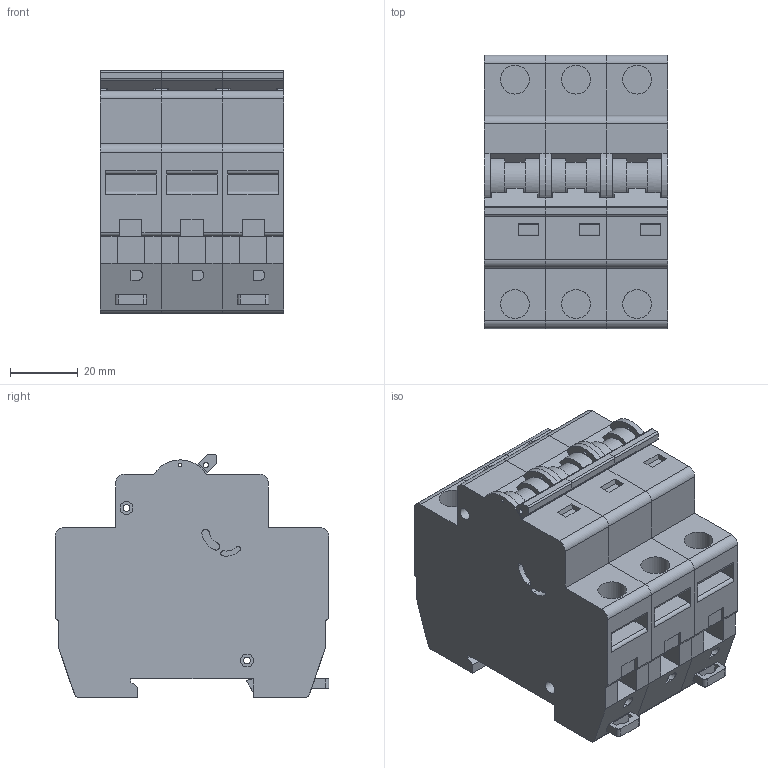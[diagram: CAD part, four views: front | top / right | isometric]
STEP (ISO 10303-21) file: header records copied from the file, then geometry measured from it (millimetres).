
FILE_DESCRIPTION (( 'STEP AP214' ), '1' );
FILE_NAME ('01.01.03.01 ÂÀ47-60 õ-êà Ñ 3Ð.STEP', '2017-03-13T08:56:13', ( '' ), ( '' ), 'SwSTEP 2.0', 'SolidWorks 2014', '' );
FILE_SCHEMA (( 'AUTOMOTIVE_DESIGN' ));
Length unit declared in the file: millimetre
Products named in the file (1): 01.01.03.01 ÂÀ47-60 õ-êà Ñ 3Ð
Bounding box: 54 x 80.6 x 71.57 mm (x, y, z)
Volume: 225962 mm3; surface area: 52978.7 mm2
Topology: 3 solids, 3 shells, 526 faces, 1361 edges, 891 vertices
Faces by surface type: plane 360, cylinder 166
Full cylindrical faces by diameter (mm): 1 x6, 1.6 x6, 2 x6, 3.8 x12, 8.5 x6
Entity records: 21570 total; most frequent: CARTESIAN_POINT 2779, DIRECTION 2664, ORIENTED_EDGE 2620, EDGE_CURVE 1310, VECTOR 966, LINE 966, VERTEX_POINT 876, AXIS2_PLACEMENT_3D 849
